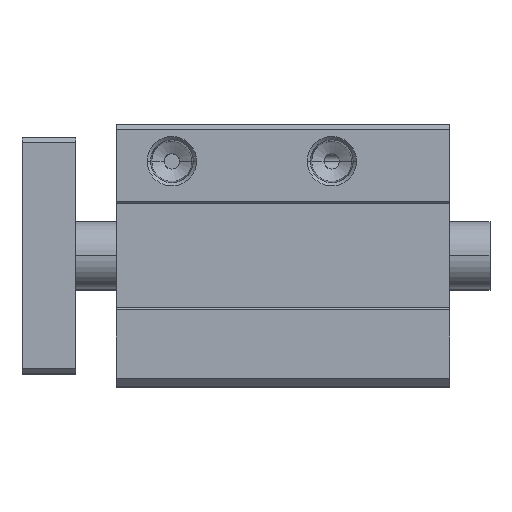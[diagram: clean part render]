
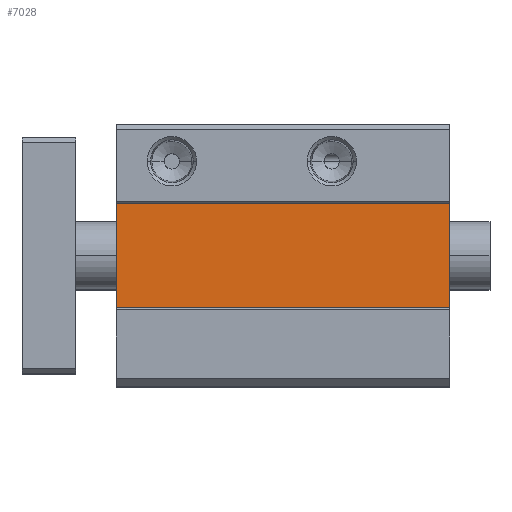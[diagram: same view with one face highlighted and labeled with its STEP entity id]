
A CAD part, top view. The second image highlights one B-rep face of the part: STEP entity #7028.
In plain terms, the highlighted planar face has unit normal (0, 0, 1).
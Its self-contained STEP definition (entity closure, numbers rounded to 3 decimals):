
#163 = VERTEX_POINT ( 'NONE', #1922 ) ;
#656 = CARTESIAN_POINT ( 'NONE',  ( 0., -15.5, 80.4 ) ) ;
#772 = FACE_OUTER_BOUND ( 'NONE', #3800, .T. ) ;
#964 = LINE ( 'NONE', #12107, #12184 ) ;
#1003 = CARTESIAN_POINT ( 'NONE',  ( 99., -15.5, 80.4 ) ) ;
#1503 = EDGE_CURVE ( 'NONE', #9987, #9665, #7589, .T. ) ;
#1922 = CARTESIAN_POINT ( 'NONE',  ( 0., -15.5, 80.4 ) ) ;
#2266 = DIRECTION ( 'NONE',  ( -1., 0., 0. ) ) ;
#2549 = CARTESIAN_POINT ( 'NONE',  ( 99., -15.5, 80.4 ) ) ;
#2756 = EDGE_CURVE ( 'NONE', #10042, #9665, #10036, .T. ) ;
#2870 = ORIENTED_EDGE ( 'NONE', *, *, #1503, .T. ) ;
#3800 = EDGE_LOOP ( 'NONE', ( #8108, #9830, #2870, #7056 ) ) ;
#4382 = VECTOR ( 'NONE', #11164, 1000. ) ;
#5547 = DIRECTION ( 'NONE',  ( 0., -1., 0. ) ) ;
#5689 = LINE ( 'NONE', #656, #10305 ) ;
#6181 = CARTESIAN_POINT ( 'NONE',  ( 99., 15.5, 80.4 ) ) ;
#6375 = CARTESIAN_POINT ( 'NONE',  ( 0., -15.5, 80.4 ) ) ;
#6778 = VECTOR ( 'NONE', #11363, 1000. ) ;
#7028 = ADVANCED_FACE ( 'NONE', ( #772 ), #8368, .T. ) ;
#7056 = ORIENTED_EDGE ( 'NONE', *, *, #2756, .F. ) ;
#7092 = EDGE_CURVE ( 'NONE', #9987, #163, #964, .T. ) ;
#7102 = CARTESIAN_POINT ( 'NONE',  ( 0., 15.5, 80.4 ) ) ;
#7589 = LINE ( 'NONE', #2549, #6778 ) ;
#8108 = ORIENTED_EDGE ( 'NONE', *, *, #11973, .T. ) ;
#8248 = CARTESIAN_POINT ( 'NONE',  ( 0., 15.5, 80.4 ) ) ;
#8368 = PLANE ( 'NONE',  #9634 ) ;
#9634 = AXIS2_PLACEMENT_3D ( 'NONE', #6375, #12406, #10122 ) ;
#9665 = VERTEX_POINT ( 'NONE', #6181 ) ;
#9830 = ORIENTED_EDGE ( 'NONE', *, *, #7092, .F. ) ;
#9987 = VERTEX_POINT ( 'NONE', #1003 ) ;
#10036 = LINE ( 'NONE', #8248, #4382 ) ;
#10042 = VERTEX_POINT ( 'NONE', #7102 ) ;
#10122 = DIRECTION ( 'NONE',  ( 1., 0., 0. ) ) ;
#10305 = VECTOR ( 'NONE', #5547, 1000. ) ;
#11164 = DIRECTION ( 'NONE',  ( 1., 0., 0. ) ) ;
#11363 = DIRECTION ( 'NONE',  ( 0., 1., 0. ) ) ;
#11973 = EDGE_CURVE ( 'NONE', #10042, #163, #5689, .T. ) ;
#12107 = CARTESIAN_POINT ( 'NONE',  ( 0., -15.5, 80.4 ) ) ;
#12184 = VECTOR ( 'NONE', #2266, 1000. ) ;
#12406 = DIRECTION ( 'NONE',  ( 0., 0., 1. ) ) ;
